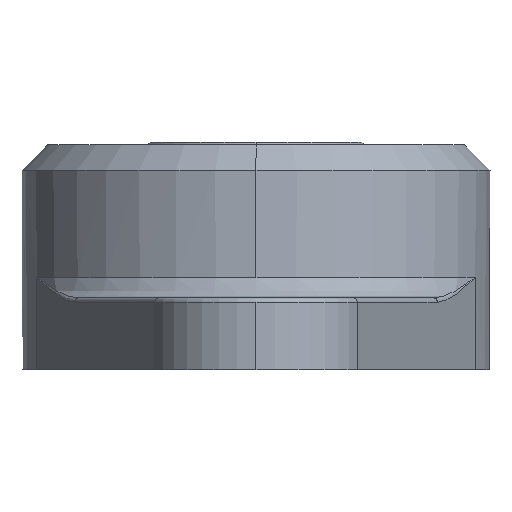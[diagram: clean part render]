
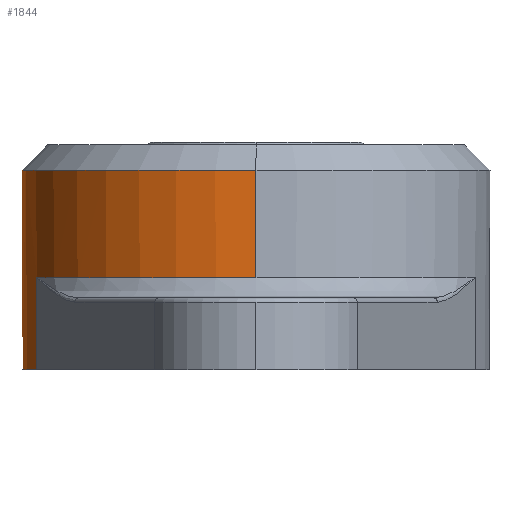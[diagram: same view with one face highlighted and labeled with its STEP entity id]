
A CAD part, left-side view. The second image highlights one B-rep face of the part: STEP entity #1844.
In plain terms, the highlighted cylindrical face has radius 20.637 mm (diameter 41.275 mm), a partial arc.
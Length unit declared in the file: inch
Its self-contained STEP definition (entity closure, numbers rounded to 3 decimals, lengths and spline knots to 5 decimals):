
#10 = CIRCLE ( 'NONE', #1750, 0.8125 ) ;
#23 = DIRECTION ( 'NONE',  ( 1., 0., 0. ) ) ;
#33 = VECTOR ( 'NONE', #623, 39.37008 ) ;
#34 = AXIS2_PLACEMENT_3D ( 'NONE', #1937, #1916, #23 ) ;
#40 = ORIENTED_EDGE ( 'NONE', *, *, #464, .T. ) ;
#76 = LINE ( 'NONE', #626, #33 ) ;
#83 = ORIENTED_EDGE ( 'NONE', *, *, #1981, .F. ) ;
#108 = LINE ( 'NONE', #594, #159 ) ;
#123 = ORIENTED_EDGE ( 'NONE', *, *, #1940, .T. ) ;
#140 = CIRCLE ( 'NONE', #1740, 0.8125 ) ;
#153 = VECTOR ( 'NONE', #733, 39.37008 ) ;
#159 = VECTOR ( 'NONE', #588, 39.37008 ) ;
#183 = VERTEX_POINT ( 'NONE', #2156 ) ;
#185 = EDGE_CURVE ( 'NONE', #183, #654, #367, .T. ) ;
#240 = CARTESIAN_POINT ( 'NONE',  ( -0.8125, 0., -0.07063 ) ) ;
#252 = EDGE_LOOP ( 'NONE', ( #428, #123, #40, #333, #1284, #500, #1231, #83 ) ) ;
#303 = CIRCLE ( 'NONE', #34, 0.8125 ) ;
#333 = ORIENTED_EDGE ( 'NONE', *, *, #1946, .T. ) ;
#342 = VERTEX_POINT ( 'NONE', #2073 ) ;
#367 = CIRCLE ( 'NONE', #978, 0.8125 ) ;
#428 = ORIENTED_EDGE ( 'NONE', *, *, #185, .T. ) ;
#464 = EDGE_CURVE ( 'NONE', #1024, #342, #303, .T. ) ;
#466 = VERTEX_POINT ( 'NONE', #1971 ) ;
#500 = ORIENTED_EDGE ( 'NONE', *, *, #1967, .F. ) ;
#517 = CARTESIAN_POINT ( 'NONE',  ( -0.28438, 0.76111, -0.39063 ) ) ;
#565 = VERTEX_POINT ( 'NONE', #1949 ) ;
#588 = DIRECTION ( 'NONE',  ( 0., 0., -1. ) ) ;
#594 = CARTESIAN_POINT ( 'NONE',  ( -0.8125, 0., -0.14063 ) ) ;
#604 = DIRECTION ( 'NONE',  ( 1., 0., 0. ) ) ;
#613 = DIRECTION ( 'NONE',  ( 0., 0., 1. ) ) ;
#614 = CARTESIAN_POINT ( 'NONE',  ( 0., 0., -0.07063 ) ) ;
#623 = DIRECTION ( 'NONE',  ( 0., 0., -1. ) ) ;
#626 = CARTESIAN_POINT ( 'NONE',  ( -0.28438, 0.76111, -0.14063 ) ) ;
#654 = VERTEX_POINT ( 'NONE', #783 ) ;
#657 = DIRECTION ( 'NONE',  ( 1., 0., 0. ) ) ;
#661 = DIRECTION ( 'NONE',  ( 0., 0., 1. ) ) ;
#666 = CARTESIAN_POINT ( 'NONE',  ( 0., 0., -0.39063 ) ) ;
#674 = CARTESIAN_POINT ( 'NONE',  ( 0.8125, 0., -0.07063 ) ) ;
#728 = CYLINDRICAL_SURFACE ( 'NONE', #1942, 0.8125 ) ;
#731 = FACE_OUTER_BOUND ( 'NONE', #252, .T. ) ;
#733 = DIRECTION ( 'NONE',  ( 0., 0., -1. ) ) ;
#737 = CARTESIAN_POINT ( 'NONE',  ( 0.28438, 0.76111, -0.14063 ) ) ;
#783 = CARTESIAN_POINT ( 'NONE',  ( 0.8125, 0., 0.30208 ) ) ;
#797 = DIRECTION ( 'NONE',  ( 0., 0., -1. ) ) ;
#801 = CARTESIAN_POINT ( 'NONE',  ( 0.8125, 0., -0.14063 ) ) ;
#829 = VERTEX_POINT ( 'NONE', #240 ) ;
#854 = CARTESIAN_POINT ( 'NONE',  ( 0., 0., -0.14063 ) ) ;
#978 = AXIS2_PLACEMENT_3D ( 'NONE', #2229, #2204, #2225 ) ;
#1024 = VERTEX_POINT ( 'NONE', #674 ) ;
#1030 = VERTEX_POINT ( 'NONE', #517 ) ;
#1231 = ORIENTED_EDGE ( 'NONE', *, *, #1976, .T. ) ;
#1284 = ORIENTED_EDGE ( 'NONE', *, *, #1958, .T. ) ;
#1380 = DIRECTION ( 'NONE',  ( 0., 0., -1. ) ) ;
#1527 = DIRECTION ( 'NONE',  ( -1., 0., 0. ) ) ;
#1740 = AXIS2_PLACEMENT_3D ( 'NONE', #614, #613, #604 ) ;
#1750 = AXIS2_PLACEMENT_3D ( 'NONE', #666, #661, #657 ) ;
#1844 = ADVANCED_FACE ( 'NONE', ( #731 ), #728, .T. ) ;
#1916 = DIRECTION ( 'NONE',  ( 0., 0., 1. ) ) ;
#1937 = CARTESIAN_POINT ( 'NONE',  ( 0., 0., -0.07063 ) ) ;
#1940 = EDGE_CURVE ( 'NONE', #654, #1024, #2326, .T. ) ;
#1942 = AXIS2_PLACEMENT_3D ( 'NONE', #854, #1380, #1527 ) ;
#1946 = EDGE_CURVE ( 'NONE', #342, #565, #2252, .T. ) ;
#1949 = CARTESIAN_POINT ( 'NONE',  ( 0.28438, 0.76111, -0.39063 ) ) ;
#1958 = EDGE_CURVE ( 'NONE', #565, #1030, #10, .T. ) ;
#1967 = EDGE_CURVE ( 'NONE', #466, #1030, #76, .T. ) ;
#1971 = CARTESIAN_POINT ( 'NONE',  ( -0.28438, 0.76111, -0.07063 ) ) ;
#1976 = EDGE_CURVE ( 'NONE', #466, #829, #140, .T. ) ;
#1981 = EDGE_CURVE ( 'NONE', #183, #829, #108, .T. ) ;
#2073 = CARTESIAN_POINT ( 'NONE',  ( 0.28438, 0.76111, -0.07063 ) ) ;
#2156 = CARTESIAN_POINT ( 'NONE',  ( -0.8125, 0., 0.30208 ) ) ;
#2204 = DIRECTION ( 'NONE',  ( 0., 0., -1. ) ) ;
#2225 = DIRECTION ( 'NONE',  ( 1., 0., 0. ) ) ;
#2229 = CARTESIAN_POINT ( 'NONE',  ( 0., 0., 0.30208 ) ) ;
#2252 = LINE ( 'NONE', #737, #153 ) ;
#2326 = LINE ( 'NONE', #801, #2363 ) ;
#2363 = VECTOR ( 'NONE', #797, 39.37008 ) ;
